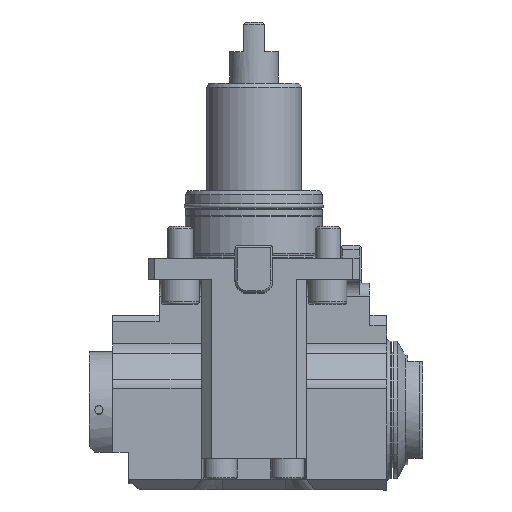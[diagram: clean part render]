
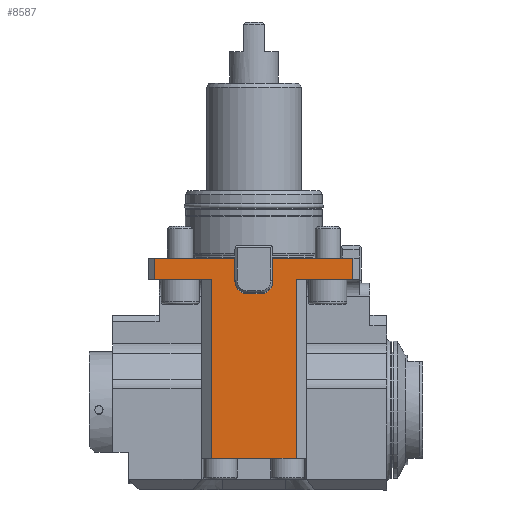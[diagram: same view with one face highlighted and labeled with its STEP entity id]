
A CAD part, front view. The second image highlights one B-rep face of the part: STEP entity #8587.
In plain terms, the highlighted planar face has unit normal (0, -1, 0).
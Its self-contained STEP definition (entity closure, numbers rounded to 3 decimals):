
#600=PLANE('',#9479);
#1048=FACE_OUTER_BOUND('',#1721,.T.);
#1721=EDGE_LOOP('',(#6797,#6798,#6799,#6800,#6801,#6802,#6803,#6804,#6805,
#6806,#6807,#6808,#6809,#6810));
#2276=LINE('',#14095,#2840);
#2278=LINE('',#14100,#2842);
#2311=LINE('',#14197,#2875);
#2319=LINE('',#14217,#2883);
#2355=LINE('',#14379,#2919);
#2356=LINE('',#14380,#2920);
#2357=LINE('',#14382,#2921);
#2358=LINE('',#14384,#2922);
#2359=LINE('',#14386,#2923);
#2360=LINE('',#14387,#2924);
#2361=LINE('',#14388,#2925);
#2362=LINE('',#14389,#2926);
#2840=VECTOR('',#11247,10.);
#2842=VECTOR('',#11251,10.);
#2875=VECTOR('',#11340,10.);
#2883=VECTOR('',#11356,10.);
#2919=VECTOR('',#11534,10.);
#2920=VECTOR('',#11535,10.);
#2921=VECTOR('',#11536,10.);
#2922=VECTOR('',#11537,10.);
#2923=VECTOR('',#11538,10.);
#2924=VECTOR('',#11539,10.);
#2925=VECTOR('',#11540,10.);
#2926=VECTOR('',#11541,10.);
#3413=CIRCLE('',#9407,6.);
#3415=CIRCLE('',#9411,6.);
#4007=VERTEX_POINT('',#14092);
#4008=VERTEX_POINT('',#14094);
#4009=VERTEX_POINT('',#14098);
#4010=VERTEX_POINT('',#14099);
#4045=VERTEX_POINT('',#14194);
#4046=VERTEX_POINT('',#14196);
#4051=VERTEX_POINT('',#14207);
#4052=VERTEX_POINT('',#14209);
#4054=VERTEX_POINT('',#14214);
#4108=VERTEX_POINT('',#14377);
#4109=VERTEX_POINT('',#14378);
#4110=VERTEX_POINT('',#14381);
#4111=VERTEX_POINT('',#14383);
#4112=VERTEX_POINT('',#14385);
#4947=EDGE_CURVE('',#4007,#4008,#2276,.T.);
#4949=EDGE_CURVE('',#4009,#4010,#2278,.T.);
#4995=EDGE_CURVE('',#4046,#4045,#2311,.T.);
#5001=EDGE_CURVE('',#4051,#4052,#3413,.T.);
#5005=EDGE_CURVE('',#4054,#4052,#2319,.T.);
#5007=EDGE_CURVE('',#4054,#4045,#3415,.T.);
#5074=EDGE_CURVE('',#4108,#4109,#2355,.T.);
#5075=EDGE_CURVE('',#4046,#4108,#2356,.T.);
#5076=EDGE_CURVE('',#4051,#4110,#2357,.T.);
#5077=EDGE_CURVE('',#4111,#4110,#2358,.T.);
#5078=EDGE_CURVE('',#4112,#4111,#2359,.T.);
#5079=EDGE_CURVE('',#4112,#4010,#2360,.T.);
#5080=EDGE_CURVE('',#4008,#4009,#2361,.T.);
#5081=EDGE_CURVE('',#4007,#4109,#2362,.T.);
#6797=ORIENTED_EDGE('',*,*,#5074,.F.);
#6798=ORIENTED_EDGE('',*,*,#5075,.F.);
#6799=ORIENTED_EDGE('',*,*,#4995,.T.);
#6800=ORIENTED_EDGE('',*,*,#5007,.F.);
#6801=ORIENTED_EDGE('',*,*,#5005,.T.);
#6802=ORIENTED_EDGE('',*,*,#5001,.F.);
#6803=ORIENTED_EDGE('',*,*,#5076,.T.);
#6804=ORIENTED_EDGE('',*,*,#5077,.F.);
#6805=ORIENTED_EDGE('',*,*,#5078,.F.);
#6806=ORIENTED_EDGE('',*,*,#5079,.T.);
#6807=ORIENTED_EDGE('',*,*,#4949,.F.);
#6808=ORIENTED_EDGE('',*,*,#5080,.F.);
#6809=ORIENTED_EDGE('',*,*,#4947,.F.);
#6810=ORIENTED_EDGE('',*,*,#5081,.T.);
#8587=ADVANCED_FACE('',(#1048),#600,.T.);
#9407=AXIS2_PLACEMENT_3D('',#14210,#11349,#11350);
#9411=AXIS2_PLACEMENT_3D('',#14220,#11361,#11362);
#9479=AXIS2_PLACEMENT_3D('',#14376,#11532,#11533);
#11247=DIRECTION('',(0.,0.,-1.));
#11251=DIRECTION('',(0.,0.,1.));
#11340=DIRECTION('',(0.,0.,-1.));
#11349=DIRECTION('center_axis',(0.,-1.,0.));
#11350=DIRECTION('ref_axis',(-0.707,0.,-0.707));
#11356=DIRECTION('',(-1.,0.,0.));
#11361=DIRECTION('center_axis',(0.,-1.,0.));
#11362=DIRECTION('ref_axis',(0.707,0.,-0.707));
#11532=DIRECTION('center_axis',(0.,-1.,0.));
#11533=DIRECTION('ref_axis',(1.,0.,0.));
#11534=DIRECTION('',(0.,0.,-1.));
#11535=DIRECTION('',(1.,0.,0.));
#11536=DIRECTION('',(0.,0.,1.));
#11537=DIRECTION('',(1.,0.,0.));
#11538=DIRECTION('',(0.,0.,1.));
#11539=DIRECTION('',(1.,0.,0.));
#11540=DIRECTION('',(-1.,0.,0.));
#11541=DIRECTION('',(1.,0.,0.));
#14092=CARTESIAN_POINT('',(20.,-48.,17.));
#14094=CARTESIAN_POINT('',(20.,-48.,-68.));
#14095=CARTESIAN_POINT('',(20.,-48.,4.25));
#14098=CARTESIAN_POINT('',(-20.,-48.,-68.));
#14099=CARTESIAN_POINT('',(-20.,-48.,17.));
#14100=CARTESIAN_POINT('',(-20.,-48.,4.25));
#14194=CARTESIAN_POINT('',(9.,-48.,16.));
#14196=CARTESIAN_POINT('',(9.,-48.,27.));
#14197=CARTESIAN_POINT('',(9.,-48.,26.778));
#14207=CARTESIAN_POINT('',(-9.,-48.,16.));
#14209=CARTESIAN_POINT('',(-3.,-48.,10.));
#14210=CARTESIAN_POINT('Origin',(-3.,-48.,16.));
#14214=CARTESIAN_POINT('',(3.,-48.,10.));
#14217=CARTESIAN_POINT('',(-20.5,-48.,10.));
#14220=CARTESIAN_POINT('Origin',(3.,-48.,16.));
#14376=CARTESIAN_POINT('Origin',(-50.,-48.,0.));
#14377=CARTESIAN_POINT('',(47.,-48.,27.));
#14378=CARTESIAN_POINT('',(47.,-48.,17.));
#14379=CARTESIAN_POINT('',(47.,-48.,13.5));
#14380=CARTESIAN_POINT('',(-41.25,-48.,27.));
#14381=CARTESIAN_POINT('',(-9.,-48.,27.));
#14382=CARTESIAN_POINT('',(-9.,-48.,5.));
#14383=CARTESIAN_POINT('',(-47.,-48.,27.));
#14384=CARTESIAN_POINT('',(-41.25,-48.,27.));
#14385=CARTESIAN_POINT('',(-47.,-48.,17.));
#14386=CARTESIAN_POINT('',(-47.,-48.,0.));
#14387=CARTESIAN_POINT('',(-50.,-48.,17.));
#14388=CARTESIAN_POINT('',(-20.,-48.,-68.));
#14389=CARTESIAN_POINT('',(0.,-48.,17.));
